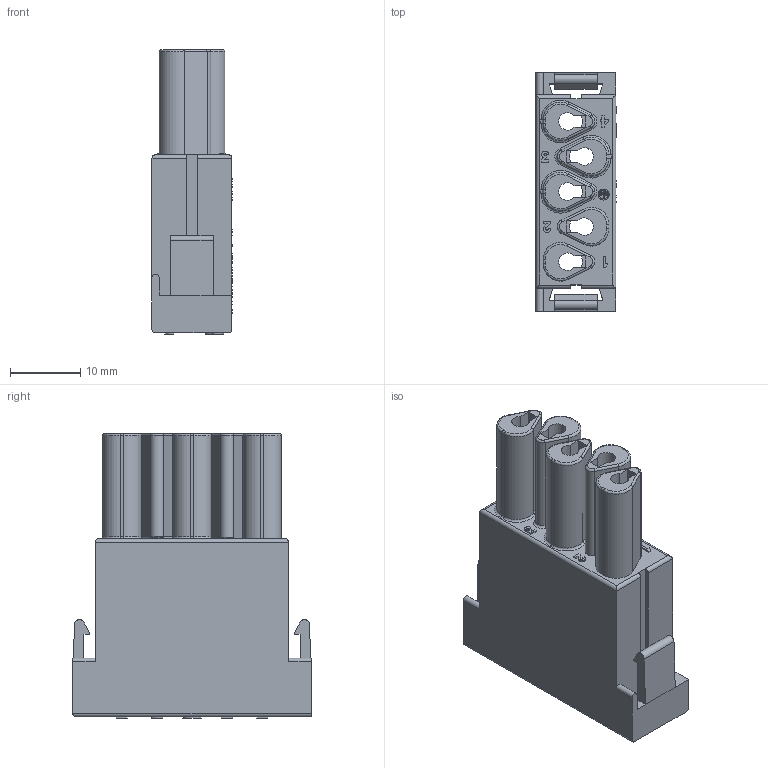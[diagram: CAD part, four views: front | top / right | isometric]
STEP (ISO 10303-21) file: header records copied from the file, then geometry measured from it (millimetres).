
FILE_DESCRIPTION(/* description */ (''),/* implementation_level */ '2;1');
FILE_NAME(/* name */ 'c146 c05 001 e8nxc001-02.stp',/* time_stamp */ '2021-04-13T14:11:16+02:00',/* author */ (''),/* organization */ (''),/* preprocessor_version */ 'ST-DEVELOPER v16.7',/* originating_system */ 'SIEMENS PLM Software NX 12.0',/* authorisation */ '');
FILE_SCHEMA (('AUTOMOTIVE_DESIGN { 1 0 10303 214 3 1 1 1 }'));
Length unit declared in the file: millimetre
Products named in the file (5): UL-Logo_2.5-01_39667ID; c146 c05 000 e8nxm001-05_39665ID; CE-ZEICHEN_3-01_39669ID; c146 c05 001 e8nxm001-07_SOLID; c146 c05 001 e8nxc001-02
Assembly tree (4 placements, depth 3):
  c146 c05 001 e8nxc001-02
    c146 c05 001 e8nxm001-07_SOLID
      CE-ZEICHEN_3-01_39669ID
      c146 c05 000 e8nxm001-05_39665ID
      UL-Logo_2.5-01_39667ID
Bounding box: 11.4 x 34 x 40.6 mm (x, y, z)
Volume: 7313 mm3; surface area: 7693.2 mm2
Topology: 1 solids, 1 shells, 407 faces, 1202 edges, 879 vertices
Faces by surface type: plane 294, cylinder 75, bspline 29, cone 5, torus 4
Full cylindrical faces by diameter (mm): 2.1 x1, 2.6 x1, 4.2 x5
Entity records: 17084 total; most frequent: CARTESIAN_POINT 4183, ORIENTED_EDGE 2374, DIRECTION 1802, EDGE_CURVE 1187, VERTEX_POINT 873, LINE 678, VECTOR 678, AXIS2_PLACEMENT_3D 562
